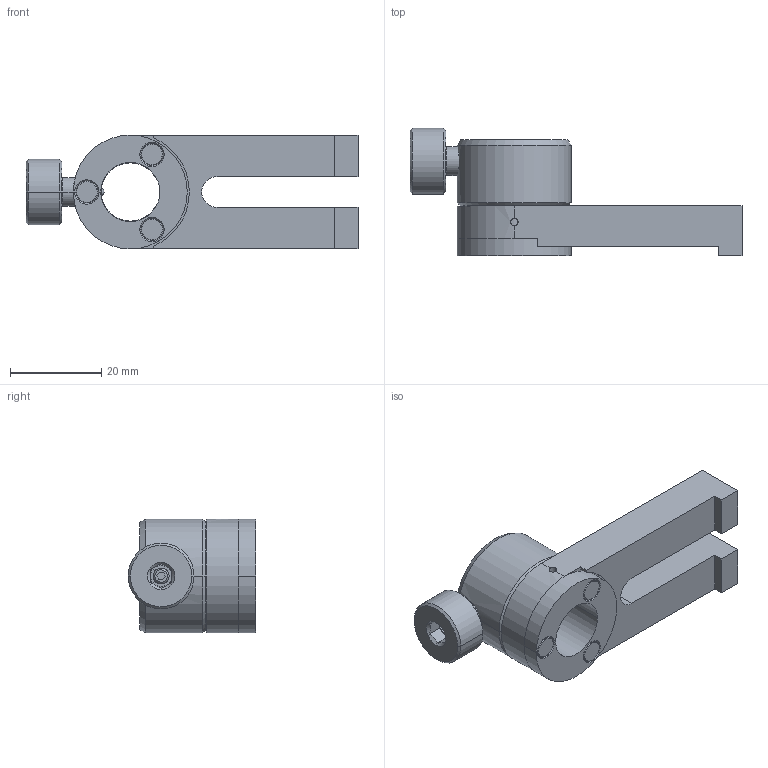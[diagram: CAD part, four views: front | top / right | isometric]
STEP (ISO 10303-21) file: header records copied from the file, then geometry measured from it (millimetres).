
FILE_DESCRIPTION (( 'STEP AP203' ), '1' );
FILE_NAME ('523950.STEP', '2019-10-16T01:25:12', ( '' ), ( '' ), 'SwSTEP 2.0', 'SolidWorks 2016', '' );
FILE_SCHEMA (( 'CONFIG_CONTROL_DESIGN' ));
Length unit declared in the file: millimetre
Products named in the file (2): 523950
Bounding box: 72.9 x 28.04 x 24.99 mm (x, y, z)
Volume: 17227.5 mm3; surface area: 11124.9 mm2
Topology: 10 solids, 10 shells, 205 faces, 482 edges, 296 vertices
Faces by surface type: cylinder 82, plane 64, cone 40, torus 14, bspline 3, sphere 2
Entity records: 7318 total; most frequent: CARTESIAN_POINT 2581, DIRECTION 975, ORIENTED_EDGE 936, EDGE_CURVE 468, AXIS2_PLACEMENT_3D 381, VERTEX_POINT 294, EDGE_LOOP 230, VECTOR 213
